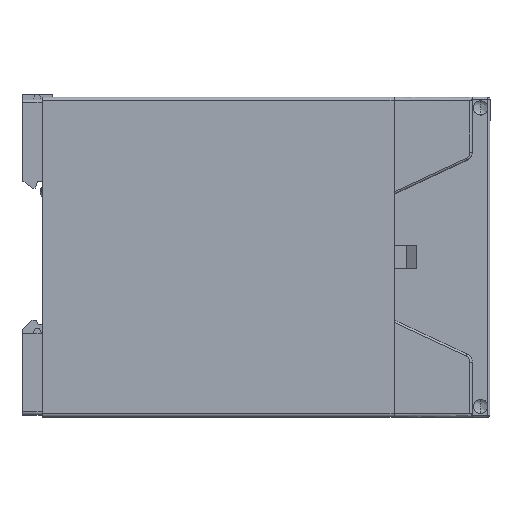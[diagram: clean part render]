
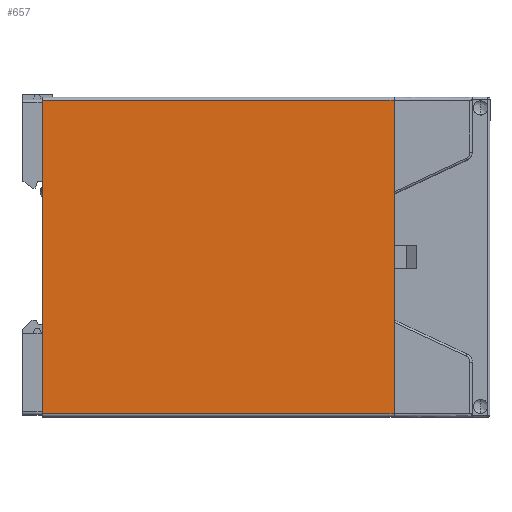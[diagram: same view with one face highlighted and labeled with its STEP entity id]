
A CAD part, left-side view. The second image highlights one B-rep face of the part: STEP entity #657.
In plain terms, the highlighted planar face has unit normal (-1, 0, 0).
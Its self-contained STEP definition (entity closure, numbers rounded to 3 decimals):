
#657=ADVANCED_FACE('',(#1614),#16197,.T.);
#1614=FACE_OUTER_BOUND('',#2589,.T.);
#2589=EDGE_LOOP('',(#6236,#6237,#6238,#6239));
#6236=ORIENTED_EDGE('',*,*,#10065,.T.);
#6237=ORIENTED_EDGE('',*,*,#10093,.T.);
#6238=ORIENTED_EDGE('',*,*,#9432,.F.);
#6239=ORIENTED_EDGE('',*,*,#10094,.T.);
#9432=EDGE_CURVE('',#14641,#14642,#12567,.T.);
#10065=EDGE_CURVE('',#14989,#14988,#13177,.T.);
#10093=EDGE_CURVE('',#14988,#14642,#13205,.T.);
#10094=EDGE_CURVE('',#14641,#14989,#13206,.T.);
#12567=B_SPLINE_CURVE_WITH_KNOTS('',1,(#23159,#23160),.UNSPECIFIED.,.F.,
 .F.,(2,2),(-7.35,0.),.UNSPECIFIED.);
#13177=B_SPLINE_CURVE_WITH_KNOTS('',1,(#24454,#24455),.UNSPECIFIED.,.F.,
 .F.,(2,2),(0.,7.35),.UNSPECIFIED.);
#13205=B_SPLINE_CURVE_WITH_KNOTS('',1,(#24510,#24511),.UNSPECIFIED.,.F.,
 .F.,(2,2),(0.,8.25),.UNSPECIFIED.);
#13206=B_SPLINE_CURVE_WITH_KNOTS('',1,(#24512,#24513),.UNSPECIFIED.,.F.,
 .F.,(2,2),(-8.25,0.),.UNSPECIFIED.);
#14641=VERTEX_POINT('',#21922);
#14642=VERTEX_POINT('',#21923);
#14988=VERTEX_POINT('',#22269);
#14989=VERTEX_POINT('',#22270);
#16197=PLANE('',#17174);
#17174=AXIS2_PLACEMENT_3D('',#21463,#17852,$);
#17852=DIRECTION('',(-1.,0.,0.));
#21463=CARTESIAN_POINT('',(0.509,14.43,82.306));
#21922=CARTESIAN_POINT('',(0.509,22.8,74.836));
#21923=CARTESIAN_POINT('',(0.509,22.8,1.336));
#22269=CARTESIAN_POINT('',(0.509,105.3,1.336));
#22270=CARTESIAN_POINT('',(0.509,105.3,74.836));
#23159=CARTESIAN_POINT('',(0.509,22.8,74.836));
#23160=CARTESIAN_POINT('',(0.509,22.8,1.336));
#24454=CARTESIAN_POINT('',(0.509,105.3,74.836));
#24455=CARTESIAN_POINT('',(0.509,105.3,1.336));
#24510=CARTESIAN_POINT('',(0.509,105.3,1.336));
#24511=CARTESIAN_POINT('',(0.509,22.8,1.336));
#24512=CARTESIAN_POINT('',(0.509,22.8,74.836));
#24513=CARTESIAN_POINT('',(0.509,105.3,74.836));
